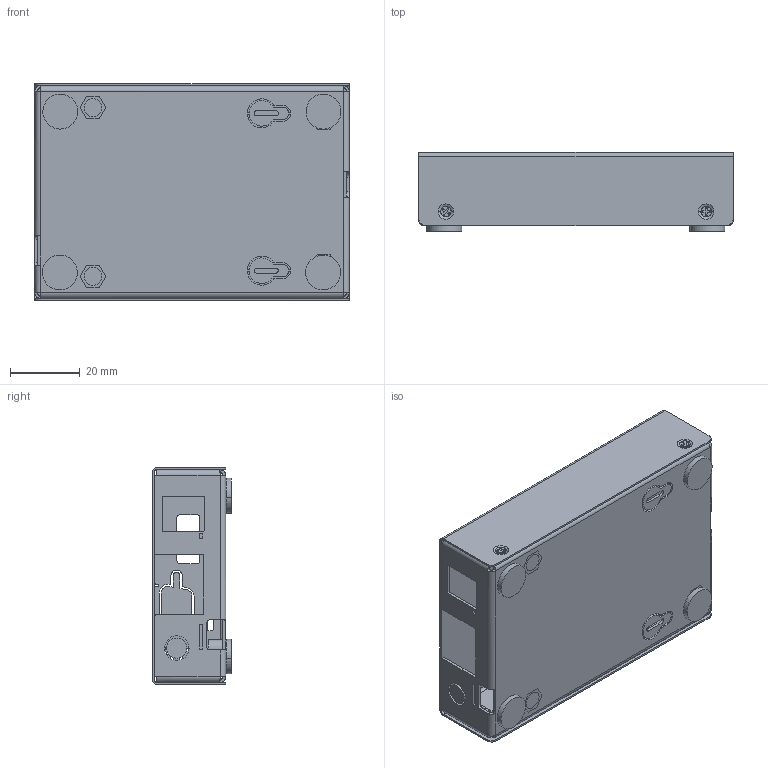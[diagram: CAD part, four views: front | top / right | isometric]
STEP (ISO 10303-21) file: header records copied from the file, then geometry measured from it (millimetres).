
FILE_DESCRIPTION (( 'STEP AP214' ), '1' );
FILE_NAME ('BB100_assembly.STEP', '2014-06-16T13:25:10', ( '' ), ( '' ), 'SwSTEP 2.0', 'SolidWorks 2014', '' );
FILE_SCHEMA (( 'AUTOMOTIVE_DESIGN' ));
Length unit declared in the file: millimetre
Products named in the file (7): Rubber_foot; M2_screw; Chassis_top; Chassis_bottom_assembly; Chassis_PEM; Chassis_bottom; BB100_assembly
Assembly tree (15 placements, depth 3):
  BB100_assembly
    Chassis_bottom_assembly
      Chassis_bottom
      Chassis_PEM  x4
    Chassis_top
    M2_screw  x4
    Rubber_foot  x4
Bounding box: 89.98 x 22.52 x 61.99 mm (x, y, z)
Volume: 12574.2 mm3; surface area: 38966.7 mm2
Topology: 14 solids, 14 shells, 546 faces, 1410 edges, 916 vertices
Faces by surface type: cylinder 266, plane 248, bspline 16, cone 16
Entity records: 14482 total; most frequent: CARTESIAN_POINT 3183, DIRECTION 2337, ORIENTED_EDGE 2274, EDGE_CURVE 1137, AXIS2_PLACEMENT_3D 854, VERTEX_POINT 736, VECTOR 629, LINE 629
